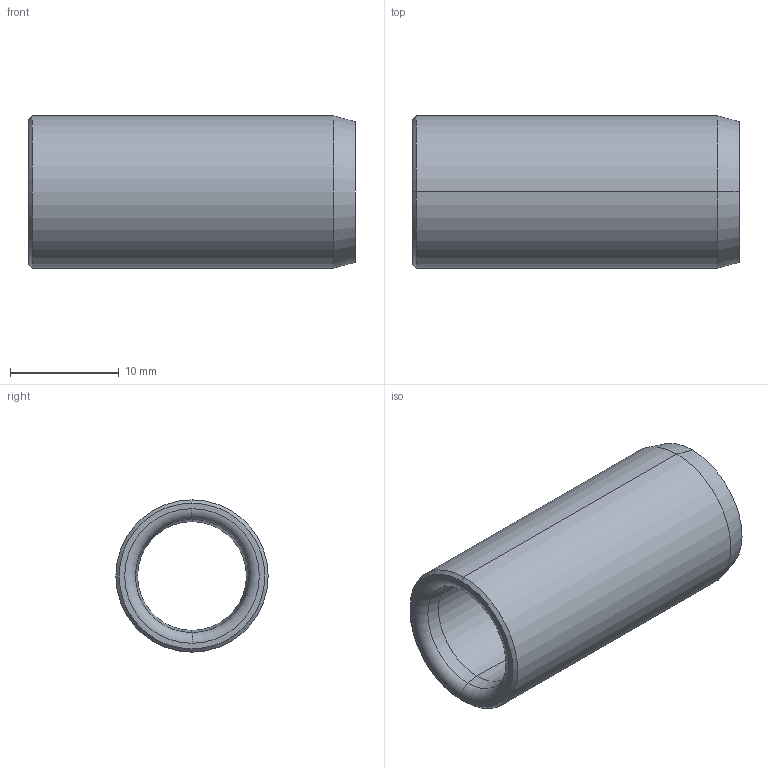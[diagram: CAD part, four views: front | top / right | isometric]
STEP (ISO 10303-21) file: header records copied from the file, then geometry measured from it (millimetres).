
FILE_DESCRIPTION (( 'STEP AP203' ), '1' );
FILE_NAME ('C-MUBZ10-30_203.STEP', '2020-11-10T00:40:09', ( '' ), ( '' ), 'SwSTEP 2.0', 'SolidWorks 2017', '' );
FILE_SCHEMA (( 'CONFIG_CONTROL_DESIGN' ));
Length unit declared in the file: millimetre
Products named in the file (1): C-MUBZ10-30_203
Bounding box: 30 x 14 x 14 mm (x, y, z)
Volume: 2204.6 mm3; surface area: 2347.1 mm2
Topology: 1 solids, 1 shells, 18 faces, 36 edges, 20 vertices
Faces by surface type: cone 8, torus 4, cylinder 4, plane 2
Entity records: 549 total; most frequent: DIRECTION 98, CARTESIAN_POINT 75, ORIENTED_EDGE 72, AXIS2_PLACEMENT_3D 43, EDGE_CURVE 36, CIRCLE 24, VERTEX_POINT 20, EDGE_LOOP 20
